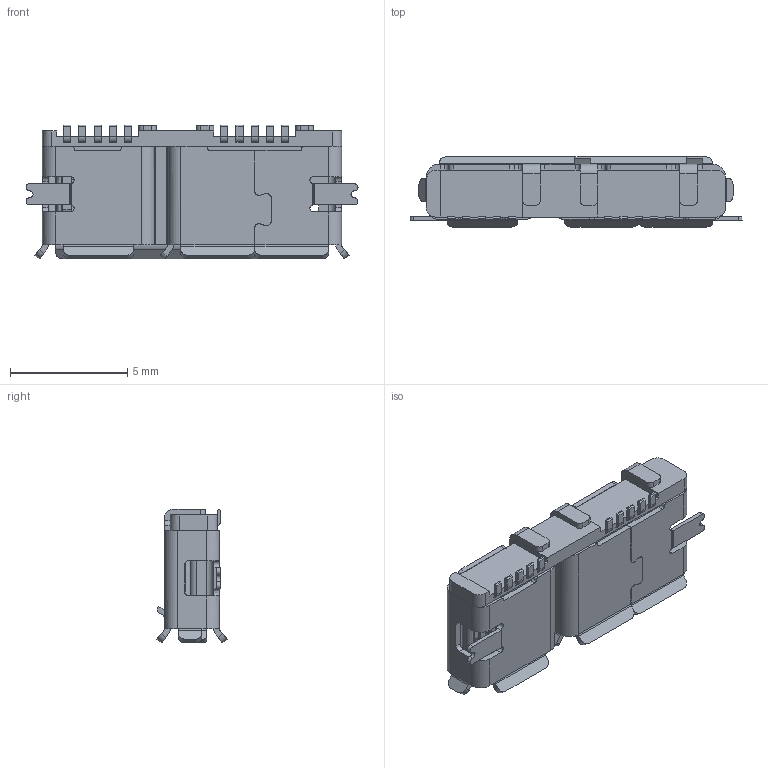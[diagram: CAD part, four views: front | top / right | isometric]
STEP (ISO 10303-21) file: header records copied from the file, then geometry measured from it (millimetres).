
FILE_DESCRIPTION (( 'STEP AP214' ), '1' );
FILE_NAME ('24-02628---Customer-P(028)A130.STEP', '2020-03-12T07:55:05', ( '' ), ( '' ), 'SwSTEP 2.0', 'SolidWorks 2018', '' );
FILE_SCHEMA (( 'AUTOMOTIVE_DESIGN' ));
Length unit declared in the file: millimetre
Products named in the file (1): 24-02628---Customer-P(028)A130
Bounding box: 14.15 x 2.99 x 5.7 mm (x, y, z)
Volume: 69.6 mm3; surface area: 522.2 mm2
Topology: 12 solids, 12 shells, 849 faces, 2401 edges, 1550 vertices
Faces by surface type: bspline 849
Entity records: 36948 total; most frequent: CARTESIAN_POINT 13424, ORIENTED_EDGE 4794, EDGE_CURVE 2397, B_SPLINE_CURVE_WITH_KNOTS 2117, VERTEX_POINT 1550, UNCERTAINTY_MEASURE_WITH_UNIT 863, PRESENTATION_STYLE_ASSIGNMENT 862, MECHANICAL_DESIGN_GEOMETRIC_PRESENTATION_REPRESENTATION 862
